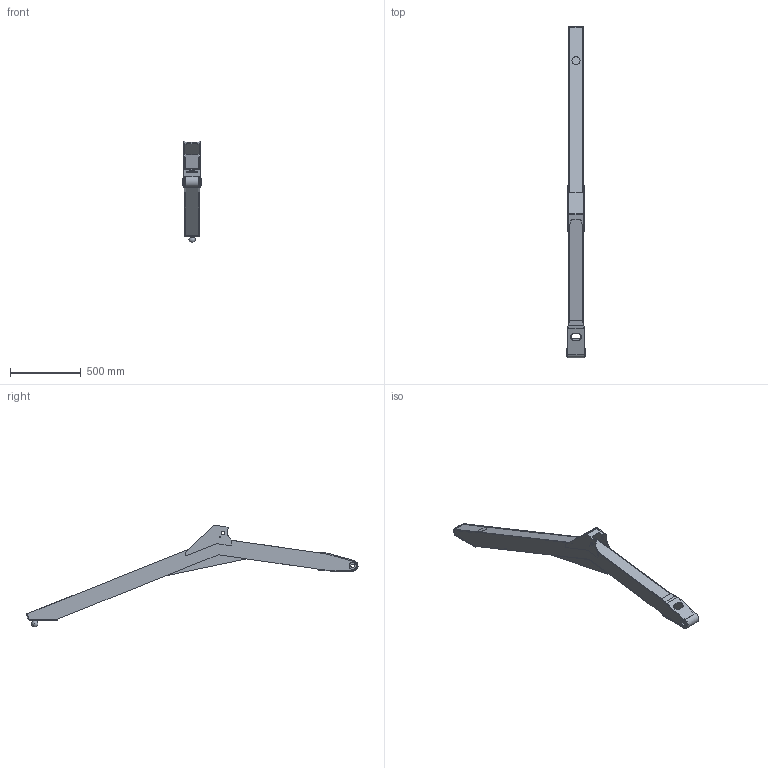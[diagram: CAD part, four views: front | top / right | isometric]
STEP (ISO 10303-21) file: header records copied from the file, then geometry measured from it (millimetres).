
FILE_DESCRIPTION( ( '' ), ' ' );
FILE_NAME( '5dad281d9dd13715ab68b3d9.step', '2019-10-21T03:38:05', ( '' ), ( '' ), ' ', ' ', ' ' );
FILE_SCHEMA( ( 'AUTOMOTIVE_DESIGN { 1 0 10303 214 1 1 1 1 }' ) );
Length unit declared in the file: metre
Products named in the file (1): Leg
Bounding box: 127 x 2340.87 x 715.98 mm (x, y, z)
Volume: 7261312.2 mm3; surface area: 2207701.4 mm2
Topology: 1 solids, 1 shells, 160 faces, 456 edges, 299 vertices
Faces by surface type: plane 101, cylinder 57, torus 1, sphere 1
Full cylindrical faces by diameter (mm): 6.35 x2, 25.4 x5, 50.8 x2, 57.15 x1
Entity records: 6461 total; most frequent: CARTESIAN_POINT 923, ORIENTED_EDGE 880, DIRECTION 875, EDGE_CURVE 440, LINE 311, VECTOR 311, VERTEX_POINT 298, AXIS2_PLACEMENT_3D 282
